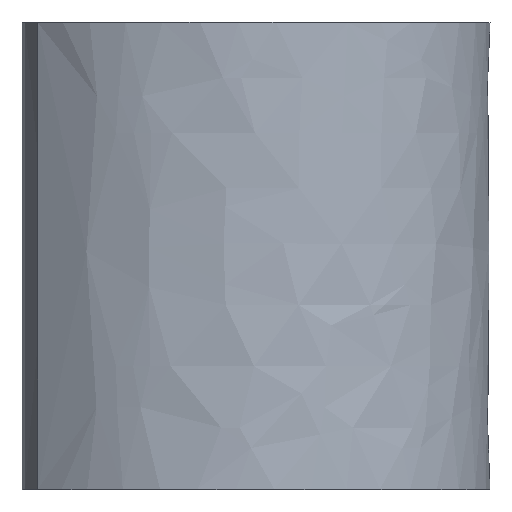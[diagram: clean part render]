
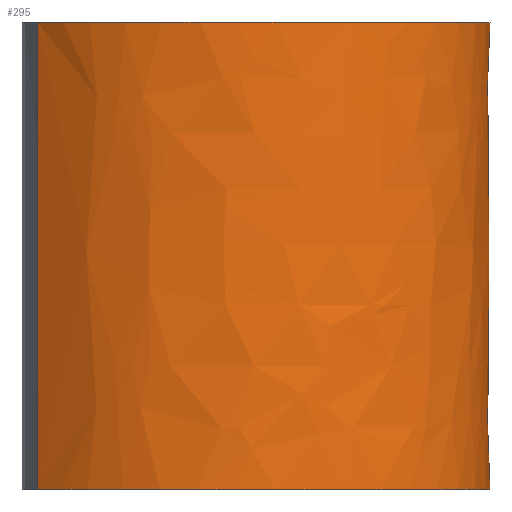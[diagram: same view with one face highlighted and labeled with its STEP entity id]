
A CAD part, top view. The second image highlights one B-rep face of the part: STEP entity #295.
In plain terms, the highlighted free-form (B-spline) face has degree [3, 1] with [4, 4] control points.
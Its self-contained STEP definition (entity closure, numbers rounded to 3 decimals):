
#46=CARTESIAN_POINT('',(-54.883,46.044,72.888));
#47=VERTEX_POINT('',#46);
#75=CARTESIAN_POINT('',(-54.883,36.544,72.888));
#76=VERTEX_POINT('',#75);
#96=CARTESIAN_POINT('',(-54.883,36.544,72.888));
#97=DIRECTION('',(-0.,1.,0.));
#98=VECTOR('',#97,9.5);
#99=LINE('',#96,#98);
#100=EDGE_CURVE('',#76,#47,#99,.T.);
#110=CARTESIAN_POINT('',(-45.725,46.044,68.393));
#111=VERTEX_POINT('',#110);
#112=CARTESIAN_POINT('',(-45.725,46.044,68.393));
#113=CARTESIAN_POINT('',(-45.705,46.044,68.526));
#114=CARTESIAN_POINT('',(-45.69,46.044,68.662));
#115=CARTESIAN_POINT('',(-45.681,46.044,68.796));
#116=CARTESIAN_POINT('',(-45.672,46.044,68.931));
#117=CARTESIAN_POINT('',(-45.67,46.044,69.065));
#118=CARTESIAN_POINT('',(-45.673,46.044,69.199));
#119=CARTESIAN_POINT('',(-45.68,46.044,69.467));
#120=CARTESIAN_POINT('',(-45.711,46.044,69.733));
#121=CARTESIAN_POINT('',(-45.766,46.044,69.998));
#122=CARTESIAN_POINT('',(-45.794,46.044,70.131));
#123=CARTESIAN_POINT('',(-45.827,46.044,70.262));
#124=CARTESIAN_POINT('',(-45.867,46.044,70.391));
#125=CARTESIAN_POINT('',(-45.906,46.044,70.52));
#126=CARTESIAN_POINT('',(-45.95,46.044,70.647));
#127=CARTESIAN_POINT('',(-46.,46.044,70.771));
#128=CARTESIAN_POINT('',(-46.1,46.044,71.02));
#129=CARTESIAN_POINT('',(-46.221,46.044,71.26));
#130=CARTESIAN_POINT('',(-46.363,46.044,71.491));
#131=CARTESIAN_POINT('',(-46.931,46.044,72.416));
#132=CARTESIAN_POINT('',(-47.791,46.044,73.126));
#133=CARTESIAN_POINT('',(-48.78,46.044,73.564));
#134=CARTESIAN_POINT('',(-49.274,46.044,73.783));
#135=CARTESIAN_POINT('',(-49.786,46.044,73.93));
#136=CARTESIAN_POINT('',(-50.314,46.044,74.011));
#137=CARTESIAN_POINT('',(-50.446,46.044,74.031));
#138=CARTESIAN_POINT('',(-50.579,46.044,74.047));
#139=CARTESIAN_POINT('',(-50.714,46.044,74.059));
#140=CARTESIAN_POINT('',(-50.848,46.044,74.071));
#141=CARTESIAN_POINT('',(-50.983,46.044,74.078));
#142=CARTESIAN_POINT('',(-51.118,46.044,74.081));
#143=CARTESIAN_POINT('',(-51.388,46.044,74.087));
#144=CARTESIAN_POINT('',(-51.655,46.044,74.076));
#145=CARTESIAN_POINT('',(-51.921,46.044,74.048));
#146=CARTESIAN_POINT('',(-52.187,46.044,74.019));
#147=CARTESIAN_POINT('',(-52.451,46.044,73.974));
#148=CARTESIAN_POINT('',(-52.713,46.044,73.911));
#149=CARTESIAN_POINT('',(-52.843,46.044,73.879));
#150=CARTESIAN_POINT('',(-52.974,46.044,73.843));
#151=CARTESIAN_POINT('',(-53.103,46.044,73.803));
#152=CARTESIAN_POINT('',(-53.232,46.044,73.762));
#153=CARTESIAN_POINT('',(-53.359,46.044,73.718));
#154=CARTESIAN_POINT('',(-53.483,46.044,73.669));
#155=CARTESIAN_POINT('',(-53.983,46.044,73.476));
#156=CARTESIAN_POINT('',(-54.451,46.044,73.217));
#157=CARTESIAN_POINT('',(-54.883,46.044,72.888));
#158=B_SPLINE_CURVE_WITH_KNOTS('',3,(#112,#113,#114,#115,#116,#117,#118,#119,#120,#121,#122,#123,#124,#125,#126,#127,#128,#129,#130,#131,#132,#133,#134,#135,#136,#137,
#138,#139,#140,#141,#142,#143,#144,#145,#146,#147,#148,#149,#150,#151,#152,#153,#154,#155,#156,#157),.UNSPECIFIED.,.F.,.F.,(4,3,3,3,3,3,3,3,3,3,3,3,3,3,3,4),(0.007,0.007,0.007,0.008,0.009,0.009,0.01,0.013,0.015,0.015,0.016,0.016,0.017,0.018,0.018,0.02),.UNSPECIFIED.);
#159=EDGE_CURVE('',#111,#47,#158,.T.);
#185=CARTESIAN_POINT('',(-45.725,36.544,68.393));
#186=VERTEX_POINT('',#185);
#195=CARTESIAN_POINT('',(-45.725,36.544,68.393));
#196=CARTESIAN_POINT('',(-45.684,36.544,68.661));
#197=CARTESIAN_POINT('',(-45.667,36.544,68.929));
#198=CARTESIAN_POINT('',(-45.673,36.544,69.196));
#199=CARTESIAN_POINT('',(-45.677,36.544,69.33));
#200=CARTESIAN_POINT('',(-45.686,36.544,69.463));
#201=CARTESIAN_POINT('',(-45.701,36.544,69.597));
#202=CARTESIAN_POINT('',(-45.717,36.544,69.73));
#203=CARTESIAN_POINT('',(-45.738,36.544,69.865));
#204=CARTESIAN_POINT('',(-45.766,36.544,69.997));
#205=CARTESIAN_POINT('',(-45.821,36.544,70.262));
#206=CARTESIAN_POINT('',(-45.899,36.544,70.518));
#207=CARTESIAN_POINT('',(-45.998,36.544,70.767));
#208=CARTESIAN_POINT('',(-46.048,36.544,70.892));
#209=CARTESIAN_POINT('',(-46.103,36.544,71.014));
#210=CARTESIAN_POINT('',(-46.164,36.544,71.134));
#211=CARTESIAN_POINT('',(-46.224,36.544,71.255));
#212=CARTESIAN_POINT('',(-46.29,36.544,71.374));
#213=CARTESIAN_POINT('',(-46.361,36.544,71.489));
#214=CARTESIAN_POINT('',(-46.502,36.544,71.719));
#215=CARTESIAN_POINT('',(-46.661,36.544,71.935));
#216=CARTESIAN_POINT('',(-46.836,36.544,72.138));
#217=CARTESIAN_POINT('',(-46.924,36.544,72.239));
#218=CARTESIAN_POINT('',(-47.015,36.544,72.338));
#219=CARTESIAN_POINT('',(-47.111,36.544,72.433));
#220=CARTESIAN_POINT('',(-47.207,36.544,72.528));
#221=CARTESIAN_POINT('',(-47.307,36.544,72.62));
#222=CARTESIAN_POINT('',(-47.41,36.544,72.707));
#223=CARTESIAN_POINT('',(-47.615,36.544,72.881));
#224=CARTESIAN_POINT('',(-47.831,36.544,73.039));
#225=CARTESIAN_POINT('',(-48.059,36.544,73.181));
#226=CARTESIAN_POINT('',(-48.286,36.544,73.323));
#227=CARTESIAN_POINT('',(-48.525,36.544,73.45));
#228=CARTESIAN_POINT('',(-48.772,36.544,73.56));
#229=CARTESIAN_POINT('',(-49.265,36.544,73.78));
#230=CARTESIAN_POINT('',(-49.779,36.544,73.929));
#231=CARTESIAN_POINT('',(-50.312,36.544,74.011));
#232=CARTESIAN_POINT('',(-50.579,36.544,74.052));
#233=CARTESIAN_POINT('',(-50.849,36.544,74.075));
#234=CARTESIAN_POINT('',(-51.116,36.544,74.081));
#235=CARTESIAN_POINT('',(-51.383,36.544,74.087));
#236=CARTESIAN_POINT('',(-51.65,36.544,74.076));
#237=CARTESIAN_POINT('',(-51.917,36.544,74.048));
#238=CARTESIAN_POINT('',(-52.05,36.544,74.034));
#239=CARTESIAN_POINT('',(-52.183,36.544,74.016));
#240=CARTESIAN_POINT('',(-52.316,36.544,73.993));
#241=CARTESIAN_POINT('',(-52.449,36.544,73.97));
#242=CARTESIAN_POINT('',(-52.582,36.544,73.942));
#243=CARTESIAN_POINT('',(-52.712,36.544,73.911));
#244=CARTESIAN_POINT('',(-52.974,36.544,73.848));
#245=CARTESIAN_POINT('',(-53.229,36.544,73.768));
#246=CARTESIAN_POINT('',(-53.478,36.544,73.672));
#247=CARTESIAN_POINT('',(-53.726,36.544,73.575));
#248=CARTESIAN_POINT('',(-53.968,36.544,73.463));
#249=CARTESIAN_POINT('',(-54.204,36.544,73.332));
#250=CARTESIAN_POINT('',(-54.439,36.544,73.201));
#251=CARTESIAN_POINT('',(-54.667,36.544,73.053));
#252=CARTESIAN_POINT('',(-54.883,36.544,72.888));
#253=B_SPLINE_CURVE_WITH_KNOTS('',3,(#195,#196,#197,#198,#199,#200,#201,#202,#203,#204,#205,#206,#207,#208,#209,#210,#211,#212,#213,#214,#215,#216,#217,#218,#219,#220,
#221,#222,#223,#224,#225,#226,#227,#228,#229,#230,#231,#232,#233,#234,#235,#236,#237,#238,#239,#240,#241,#242,#243,#244,#245,
#246,#247,#248,#249,#250,#251,#252),.UNSPECIFIED.,.F.,.F.,(4,3,3,3,3,3,3,3,3,3,3,3,3,3,3,3,3,3,3,4),(0.,0.001,0.001,0.002,0.002,0.003,0.003,0.004,0.004,0.005,0.006,0.006,0.008,0.009,0.01,0.01,0.01,0.011,0.012,0.013),.UNSPECIFIED.);
#254=EDGE_CURVE('',#186,#76,#253,.T.);
#267=CARTESIAN_POINT('',(-45.725,36.544,68.393));
#268=CARTESIAN_POINT('',(-45.725,37.444,68.393));
#269=CARTESIAN_POINT('',(-45.725,41.544,68.393));
#270=CARTESIAN_POINT('',(-45.725,46.044,68.393));
#271=CARTESIAN_POINT('',(-44.864,36.544,73.92));
#272=CARTESIAN_POINT('',(-44.864,37.444,73.92));
#273=CARTESIAN_POINT('',(-44.864,41.544,73.92));
#274=CARTESIAN_POINT('',(-44.864,46.044,73.92));
#275=CARTESIAN_POINT('',(-50.334,36.544,76.358));
#276=CARTESIAN_POINT('',(-50.334,37.444,76.358));
#277=CARTESIAN_POINT('',(-50.334,41.544,76.358));
#278=CARTESIAN_POINT('',(-50.334,46.044,76.358));
#279=CARTESIAN_POINT('',(-54.883,36.544,72.888));
#280=CARTESIAN_POINT('',(-54.883,37.444,72.888));
#281=CARTESIAN_POINT('',(-54.883,41.544,72.888));
#282=CARTESIAN_POINT('',(-54.883,46.044,72.888));
#283=(BOUNDED_SURFACE()
B_SPLINE_SURFACE(3,1,((#267,#268,#269,#270),(#271,#272,#273,#274),(#275,#276,#277,#278),(#279,#280,#281,#282)),.UNSPECIFIED.,.F.,.F.,.U.)
B_SPLINE_SURFACE_WITH_KNOTS((4,4),(2,1,1,2),(0.053,1.),(-0.22,0.,1.,2.098),.UNSPECIFIED.)
GEOMETRIC_REPRESENTATION_ITEM()
RATIONAL_B_SPLINE_SURFACE(((0.93,0.93,0.93,0.93),(0.538,0.538,0.538,0.538),(0.562,0.562,0.562,0.562),(1.,1.,1.,1.)))
REPRESENTATION_ITEM('')
SURFACE()
);
#284=ORIENTED_EDGE('',*,*,#254,.F.);
#285=CARTESIAN_POINT('',(-45.725,36.544,68.393));
#286=DIRECTION('',(0.,1.,0.));
#287=VECTOR('',#286,9.5);
#288=LINE('',#285,#287);
#289=EDGE_CURVE('',#186,#111,#288,.T.);
#290=ORIENTED_EDGE('',*,*,#289,.T.);
#291=ORIENTED_EDGE('',*,*,#159,.T.);
#292=ORIENTED_EDGE('',*,*,#100,.F.);
#293=EDGE_LOOP('',(#284,#290,#291,#292));
#294=FACE_BOUND('',#293,.T.);
#295=ADVANCED_FACE('',(#294),#283,.F.);
